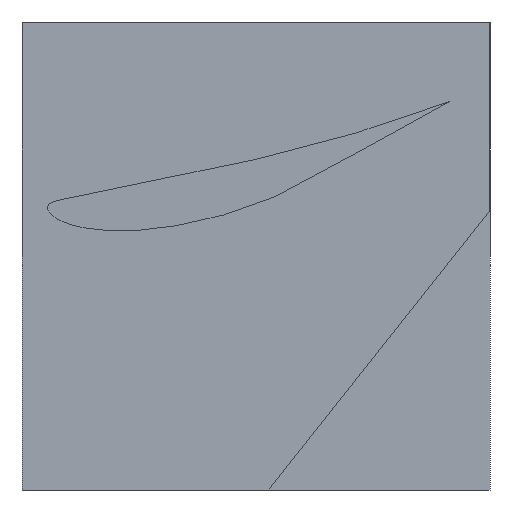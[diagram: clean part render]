
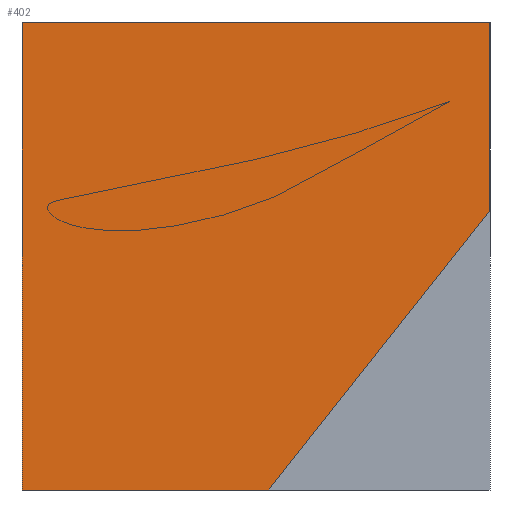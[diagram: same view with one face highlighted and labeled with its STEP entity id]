
A CAD part, left-side view. The second image highlights one B-rep face of the part: STEP entity #402.
In plain terms, the highlighted planar face has unit normal (-1, 0, 0).
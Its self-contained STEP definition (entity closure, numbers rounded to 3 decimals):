
#355=CARTESIAN_POINT('Axis2P3D Location',(-480.,0.,0.)) ;
#360=CARTESIAN_POINT('Line Origine',(-480.,25.,-45.)) ;
#364=CARTESIAN_POINT('Vertex',(-480.,25.,180.)) ;
#366=CARTESIAN_POINT('Vertex',(-480.,25.,-270.)) ;
#369=CARTESIAN_POINT('Line Origine',(-480.,-93.618,-270.)) ;
#373=CARTESIAN_POINT('Vertex',(-480.,-212.236,-270.)) ;
#376=CARTESIAN_POINT('Line Origine',(-480.,-318.618,-135.564)) ;
#380=CARTESIAN_POINT('Vertex',(-480.,-425.,-1.127)) ;
#383=CARTESIAN_POINT('Line Origine',(-480.,-425.,89.436)) ;
#387=CARTESIAN_POINT('Vertex',(-480.,-425.,180.)) ;
#390=CARTESIAN_POINT('Line Origine',(-480.,-200.,180.)) ;
#356=DIRECTION('Axis2P3D Direction',(-1.,0.,0.)) ;
#357=DIRECTION('Axis2P3D XDirection',(0.,-1.,0.)) ;
#361=DIRECTION('Vector Direction',(0.,0.,1.)) ;
#370=DIRECTION('Vector Direction',(0.,1.,0.)) ;
#377=DIRECTION('Vector Direction',(0.,0.621,-0.784)) ;
#384=DIRECTION('Vector Direction',(0.,0.,-1.)) ;
#391=DIRECTION('Vector Direction',(0.,-1.,0.)) ;
#358=AXIS2_PLACEMENT_3D('Plane Axis2P3D',#355,#356,#357) ;
#396=ORIENTED_EDGE('',*,*,#368,.T.) ;
#397=ORIENTED_EDGE('',*,*,#375,.T.) ;
#398=ORIENTED_EDGE('',*,*,#382,.T.) ;
#399=ORIENTED_EDGE('',*,*,#389,.T.) ;
#400=ORIENTED_EDGE('',*,*,#394,.T.) ;
#362=VECTOR('Line Direction',#361,1.) ;
#371=VECTOR('Line Direction',#370,1.) ;
#378=VECTOR('Line Direction',#377,1.) ;
#385=VECTOR('Line Direction',#384,1.) ;
#392=VECTOR('Line Direction',#391,1.) ;
#402=ADVANCED_FACE('',(#401),#359,.T.) ;
#368=EDGE_CURVE('',#365,#367,#363,.F.) ;
#375=EDGE_CURVE('',#367,#374,#372,.F.) ;
#382=EDGE_CURVE('',#374,#381,#379,.F.) ;
#389=EDGE_CURVE('',#381,#388,#386,.F.) ;
#394=EDGE_CURVE('',#388,#365,#393,.F.) ;
#395=EDGE_LOOP('',(#396,#397,#398,#399,#400)) ;
#401=FACE_OUTER_BOUND('',#395,.T.) ;
#363=LINE('Line',#360,#362) ;
#372=LINE('Line',#369,#371) ;
#379=LINE('Line',#376,#378) ;
#386=LINE('Line',#383,#385) ;
#393=LINE('Line',#390,#392) ;
#359=PLANE('Plane',#358) ;
#365=VERTEX_POINT('',#364) ;
#367=VERTEX_POINT('',#366) ;
#374=VERTEX_POINT('',#373) ;
#381=VERTEX_POINT('',#380) ;
#388=VERTEX_POINT('',#387) ;
